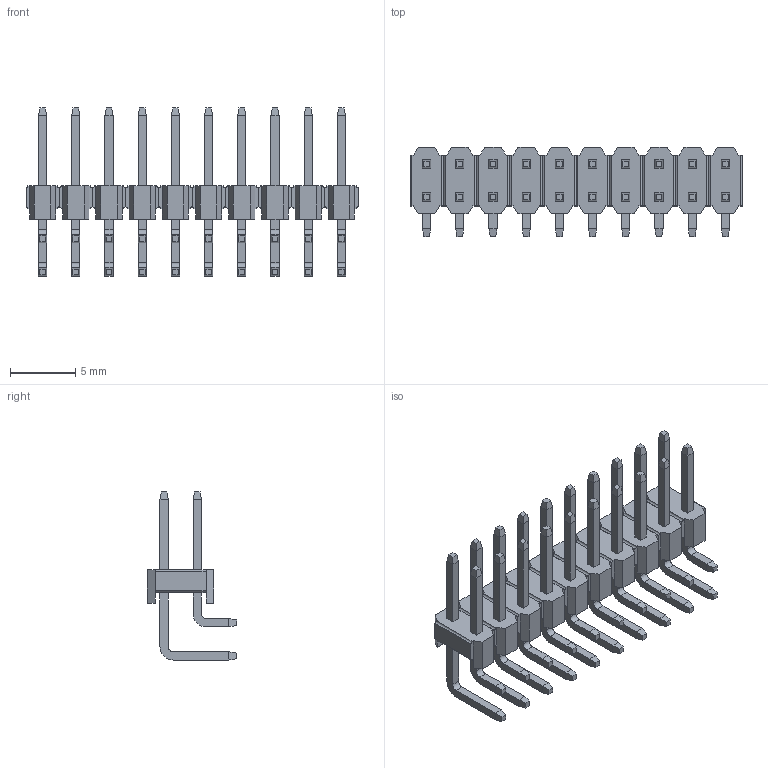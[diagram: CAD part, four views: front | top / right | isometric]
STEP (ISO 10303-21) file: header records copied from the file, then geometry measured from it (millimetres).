
FILE_DESCRIPTION (( 'STEP AP214' ), '1' );
FILE_NAME ('201R10.STEP', '2011-08-29T09:27:20', ( 'SkyUN.Org' ), ( '' ), 'SwSTEP 2.0', 'SolidWorks 2011', '' );
FILE_SCHEMA (( 'AUTOMOTIVE_DESIGN' ));
Length unit declared in the file: millimetre
Products named in the file (1): 201R10
Bounding box: 25.4 x 6.81 x 12.86 mm (x, y, z)
Volume: 324.8 mm3; surface area: 1209.6 mm2
Topology: 10 solids, 10 shells, 660 faces, 1600 edges, 1000 vertices
Faces by surface type: plane 580, cylinder 80
Entity records: 26139 total; most frequent: CARTESIAN_POINT 3261, ORIENTED_EDGE 3200, DIRECTION 3082, EDGE_CURVE 1600, VECTOR 1440, LINE 1440, VERTEX_POINT 1000, AXIS2_PLACEMENT_3D 821
